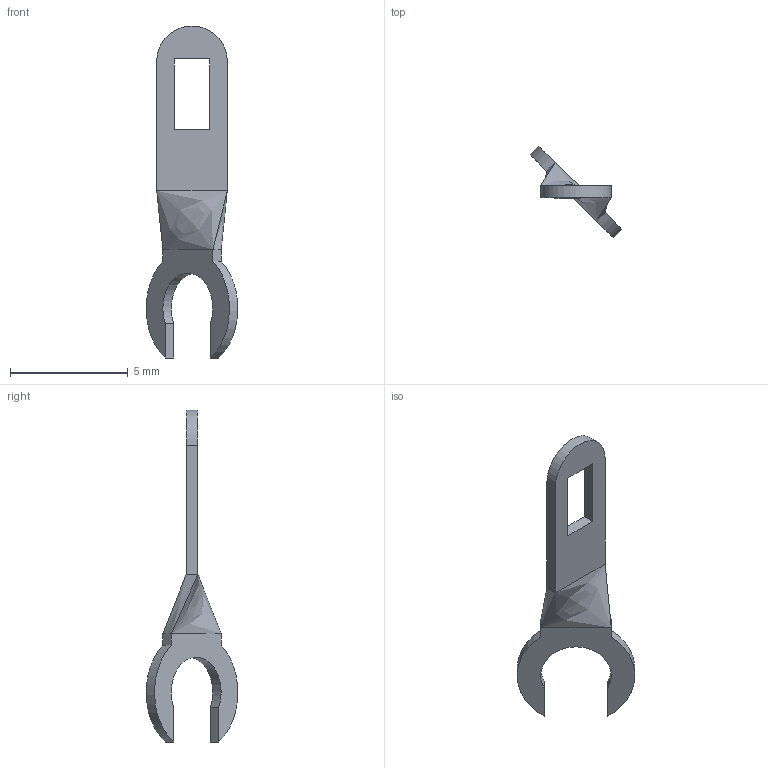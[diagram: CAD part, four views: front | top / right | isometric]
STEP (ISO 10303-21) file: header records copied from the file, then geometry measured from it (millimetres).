
FILE_DESCRIPTION(('FreeCAD Model'),'2;1');
FILE_NAME('Open CASCADE Shape Model','2024-11-01T17:24:05',(''),(''), 'Open CASCADE STEP processor 7.6','FreeCAD','Unknown');
FILE_SCHEMA(('AUTOMOTIVE_DESIGN { 1 0 10303 214 1 1 1 1 }'));
Length unit declared in the file: millimetre
Products named in the file (4): Part; Body; Body001; Body002
Assembly tree (3 placements, depth 2):
  Part
    Body
    Body001
    Body002
Bounding box: 3.89 x 3.89 x 14.1 mm (x, y, z)
Volume: 16.2 mm3; surface area: 96.4 mm2
Topology: 3 solids, 3 shells, 26 faces, 60 edges, 40 vertices
Faces by surface type: plane 18, cylinder 4, bspline 4
Entity records: 1612 total; most frequent: CARTESIAN_POINT 330, DIRECTION 212, LINE 144, VECTOR 144, ORIENTED_EDGE 120, PCURVE 120, DEFINITIONAL_REPRESENTATION 120, EDGE_CURVE 60
